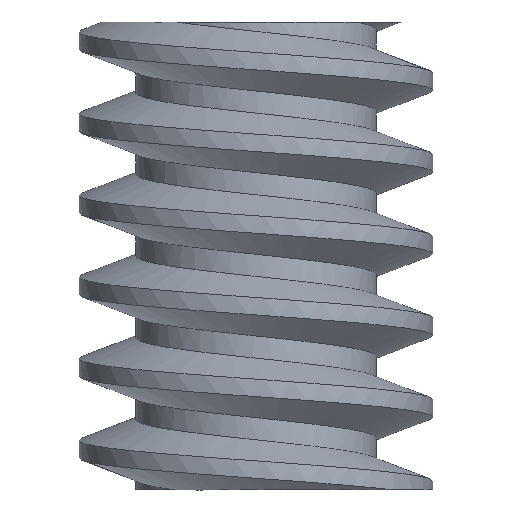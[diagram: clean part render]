
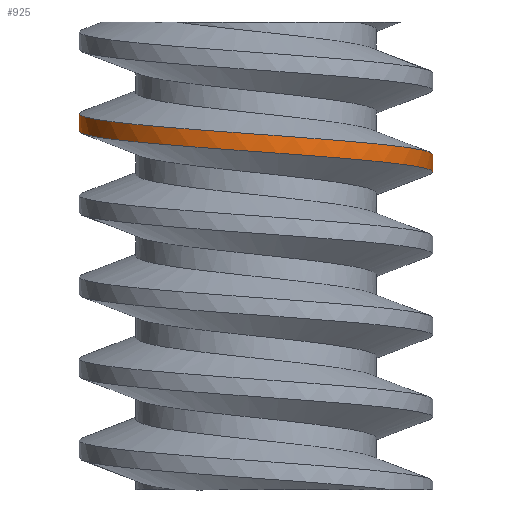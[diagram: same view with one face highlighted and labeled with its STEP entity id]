
A CAD part, front view. The second image highlights one B-rep face of the part: STEP entity #925.
In plain terms, the highlighted cylindrical face has radius 7.192 mm (diameter 14.385 mm), a partial arc.
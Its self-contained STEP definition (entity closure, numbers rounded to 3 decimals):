
#176 = CARTESIAN_POINT ( 'NONE',  ( 3.596, -6.229, 14.209 ) ) ;
#202 = CARTESIAN_POINT ( 'NONE',  ( -1.927, -7.192, 13.914 ) ) ;
#361 = DIRECTION ( 'NONE',  ( 0., 0., -1. ) ) ;
#439 = CARTESIAN_POINT ( 'NONE',  ( 0., -7.192, 14.486 ) ) ;
#477 = CARTESIAN_POINT ( 'NONE',  ( 1.927, -7.192, 13.637 ) ) ;
#520 = VECTOR ( 'NONE', #3285, 1000. ) ;
#527 = LINE ( 'NONE', #2253, #520 ) ;
#547 = VECTOR ( 'NONE', #361, 1000. ) ;
#558 = LINE ( 'NONE', #1466, #547 ) ;
#715 = CARTESIAN_POINT ( 'NONE',  ( -3.596, -6.229, 14.763 ) ) ;
#752 = CARTESIAN_POINT ( 'NONE',  ( 5.265, -5.265, 13.36 ) ) ;
#925 = ADVANCED_FACE ( 'NONE', ( #1202 ), #1176, .T. ) ;
#1000 = CARTESIAN_POINT ( 'NONE',  ( -6.229, -3.596, 15.04 ) ) ;
#1098 = CARTESIAN_POINT ( 'NONE',  ( 7.192, -1.927, 13.083 ) ) ;
#1109 = CARTESIAN_POINT ( 'NONE',  ( 7.192, 0., 12.944 ) ) ;
#1176 = CYLINDRICAL_SURFACE ( 'NONE', #2194, 7.192 ) ;
#1202 = FACE_OUTER_BOUND ( 'NONE', #1338, .T. ) ;
#1241 = DIRECTION ( 'NONE',  ( 0., 0., -1. ) ) ;
#1264 = CARTESIAN_POINT ( 'NONE',  ( 0., 0., 19.05 ) ) ;
#1276 = DIRECTION ( 'NONE',  ( -1., 0., 0. ) ) ;
#1281 = CARTESIAN_POINT ( 'NONE',  ( 7.192, 0., 13.655 ) ) ;
#1291 = CARTESIAN_POINT ( 'NONE',  ( -7.192, 0., 15.317 ) ) ;
#1307 = ORIENTED_EDGE ( 'NONE', *, *, #2598, .T. ) ;
#1338 = EDGE_LOOP ( 'NONE', ( #1467, #1307, #1444, #1389 ) ) ;
#1389 = ORIENTED_EDGE ( 'NONE', *, *, #2604, .T. ) ;
#1444 = ORIENTED_EDGE ( 'NONE', *, *, #2954, .T. ) ;
#1448 = VERTEX_POINT ( 'NONE', #1618 ) ;
#1466 = CARTESIAN_POINT ( 'NONE',  ( -7.192, 0., 19.05 ) ) ;
#1467 = ORIENTED_EDGE ( 'NONE', *, *, #2989, .F. ) ;
#1535 = CARTESIAN_POINT ( 'NONE',  ( -7.192, 0., 14.607 ) ) ;
#1554 = VERTEX_POINT ( 'NONE', #2353 ) ;
#1569 =( BOUNDED_CURVE ( )  B_SPLINE_CURVE ( 2, ( #1281, #3074, #3341, #1784, #176, #2055, #439, #2288, #715, #2526, #1000, #2810, #1291 ),
 .UNSPECIFIED., .F., .F. ) 
 B_SPLINE_CURVE_WITH_KNOTS ( ( 3, 2, 2, 2, 2, 2, 3 ),
 ( 0.687, 0.698, 0.708, 0.719, 0.729, 0.74, 0.75 ),
 .UNSPECIFIED. ) 
 CURVE ( )  GEOMETRIC_REPRESENTATION_ITEM ( )  RATIONAL_B_SPLINE_CURVE ( ( 1., 0.966, 1., 0.966, 1., 0.966, 1., 0.966, 1., 0.966, 1., 0.966, 1. ) ) 
 REPRESENTATION_ITEM ( '' )  );
#1570 = CARTESIAN_POINT ( 'NONE',  ( -6.229, -3.596, 14.329 ) ) ;
#1618 = CARTESIAN_POINT ( 'NONE',  ( 7.192, 0., 13.655 ) ) ;
#1784 = CARTESIAN_POINT ( 'NONE',  ( 5.265, -5.265, 14.07 ) ) ;
#1794 = CARTESIAN_POINT ( 'NONE',  ( -7.192, -1.927, 14.468 ) ) ;
#1820 = CARTESIAN_POINT ( 'NONE',  ( -3.596, -6.229, 14.052 ) ) ;
#1968 = VERTEX_POINT ( 'NONE', #2372 ) ;
#2055 = CARTESIAN_POINT ( 'NONE',  ( 1.927, -7.192, 14.347 ) ) ;
#2093 = CARTESIAN_POINT ( 'NONE',  ( 0., -7.192, 13.775 ) ) ;
#2194 = AXIS2_PLACEMENT_3D ( 'NONE', #1264, #1241, #1276 ) ;
#2253 = CARTESIAN_POINT ( 'NONE',  ( 7.192, 0., 19.05 ) ) ;
#2288 = CARTESIAN_POINT ( 'NONE',  ( -1.927, -7.192, 14.625 ) ) ;
#2317 = CARTESIAN_POINT ( 'NONE',  ( 3.596, -6.229, 13.498 ) ) ;
#2353 = CARTESIAN_POINT ( 'NONE',  ( -7.192, 0., 15.317 ) ) ;
#2372 = CARTESIAN_POINT ( 'NONE',  ( -7.192, 0., 14.607 ) ) ;
#2526 = CARTESIAN_POINT ( 'NONE',  ( -5.265, -5.265, 14.902 ) ) ;
#2598 = EDGE_CURVE ( 'NONE', #1448, #1554, #1569, .T. ) ;
#2604 = EDGE_CURVE ( 'NONE', #1968, #2833, #2742, .T. ) ;
#2623 = CARTESIAN_POINT ( 'NONE',  ( 6.229, -3.596, 13.221 ) ) ;
#2742 =( BOUNDED_CURVE ( )  B_SPLINE_CURVE ( 2, ( #1535, #1794, #1570, #3376, #1820, #202, #2093, #477, #2317, #752, #2623, #1098, #2899 ),
 .UNSPECIFIED., .F., .F. ) 
 B_SPLINE_CURVE_WITH_KNOTS ( ( 3, 2, 2, 2, 2, 2, 3 ),
 ( 0.313, 0.323, 0.333, 0.344, 0.354, 0.365, 0.375 ),
 .UNSPECIFIED. ) 
 CURVE ( )  GEOMETRIC_REPRESENTATION_ITEM ( )  RATIONAL_B_SPLINE_CURVE ( ( 1., 0.966, 1., 0.966, 1., 0.966, 1., 0.966, 1., 0.966, 1., 0.966, 1. ) ) 
 REPRESENTATION_ITEM ( '' )  );
#2810 = CARTESIAN_POINT ( 'NONE',  ( -7.192, -1.927, 15.179 ) ) ;
#2833 = VERTEX_POINT ( 'NONE', #1109 ) ;
#2899 = CARTESIAN_POINT ( 'NONE',  ( 7.192, 0., 12.944 ) ) ;
#2954 = EDGE_CURVE ( 'NONE', #1554, #1968, #558, .T. ) ;
#2989 = EDGE_CURVE ( 'NONE', #1448, #2833, #527, .T. ) ;
#3074 = CARTESIAN_POINT ( 'NONE',  ( 7.192, -1.927, 13.793 ) ) ;
#3285 = DIRECTION ( 'NONE',  ( 0., 0., -1. ) ) ;
#3341 = CARTESIAN_POINT ( 'NONE',  ( 6.229, -3.596, 13.932 ) ) ;
#3376 = CARTESIAN_POINT ( 'NONE',  ( -5.265, -5.265, 14.191 ) ) ;
